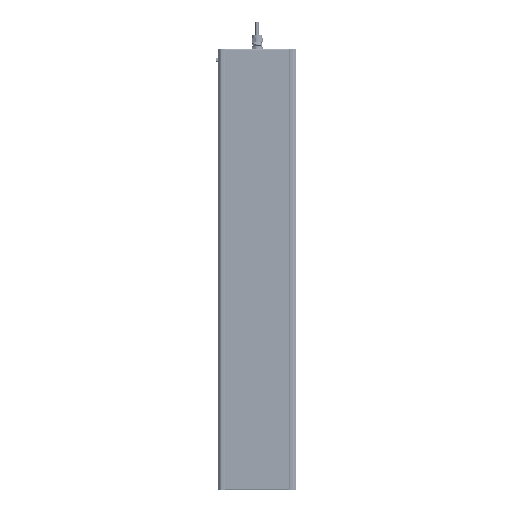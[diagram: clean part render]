
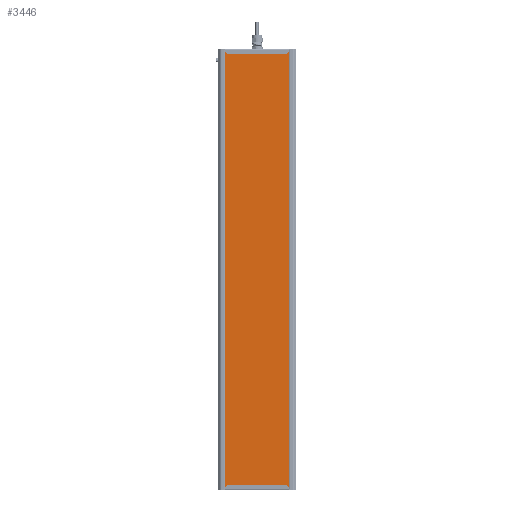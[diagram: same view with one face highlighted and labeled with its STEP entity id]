
A CAD part, front view. The second image highlights one B-rep face of the part: STEP entity #3446.
In plain terms, the highlighted face is planar.
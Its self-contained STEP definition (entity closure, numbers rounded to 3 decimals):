
#3446=ADVANCED_FACE('',(#7582),#7584,.T.);
#7582=FACE_BOUND('',#7583,.T.);
#7583=EDGE_LOOP('',(#36130,#36131,#36132,#36133));
#7584=PLANE('',#7585);
#7585=AXIS2_PLACEMENT_3D('',#7586,#7587,#7588);
#7586=CARTESIAN_POINT('',(2111.497,401.002,-34.582));
#7587=DIRECTION('',(0.,0.,-1.));
#7588=DIRECTION('',(0.,1.,0.));
#36130=ORIENTED_EDGE('',*,*,#40580,.F.);
#36131=ORIENTED_EDGE('',*,*,#40579,.T.);
#36132=ORIENTED_EDGE('',*,*,#40581,.F.);
#36133=ORIENTED_EDGE('',*,*,#40571,.F.);
#40571=EDGE_CURVE('',#44233,#44236,#44237,.T.);
#40579=EDGE_CURVE('',#44246,#44248,#44250,.T.);
#40580=EDGE_CURVE('',#44246,#44233,#44251,.T.);
#40581=EDGE_CURVE('',#44236,#44248,#44252,.T.);
#44233=VERTEX_POINT('',#52245);
#44236=VERTEX_POINT('',#52250);
#44237=LINE('',#52251,#52252);
#44246=VERTEX_POINT('',#52272);
#44248=VERTEX_POINT('',#52276);
#44250=LINE('',#52280,#52281);
#44251=LINE('',#52283,#52284);
#44252=LINE('',#52286,#52287);
#52245=CARTESIAN_POINT('',(2111.497,401.002,-34.582));
#52250=CARTESIAN_POINT('',(3157.497,401.002,-34.582));
#52251=CARTESIAN_POINT('',(2111.497,401.002,-34.582));
#52252=VECTOR('',#52253,1.);
#52253=DIRECTION('',(1.,0.,0.));
#52272=CARTESIAN_POINT('',(2111.497,565.13,-34.582));
#52276=CARTESIAN_POINT('',(3157.497,565.13,-34.582));
#52280=CARTESIAN_POINT('',(2111.497,565.13,-34.582));
#52281=VECTOR('',#52282,1.);
#52282=DIRECTION('',(1.,0.,0.));
#52283=CARTESIAN_POINT('',(2111.497,565.13,-34.582));
#52284=VECTOR('',#52285,1.);
#52285=DIRECTION('',(0.,-1.,0.));
#52286=CARTESIAN_POINT('',(3157.497,401.002,-34.582));
#52287=VECTOR('',#52288,1.);
#52288=DIRECTION('',(0.,1.,0.));
